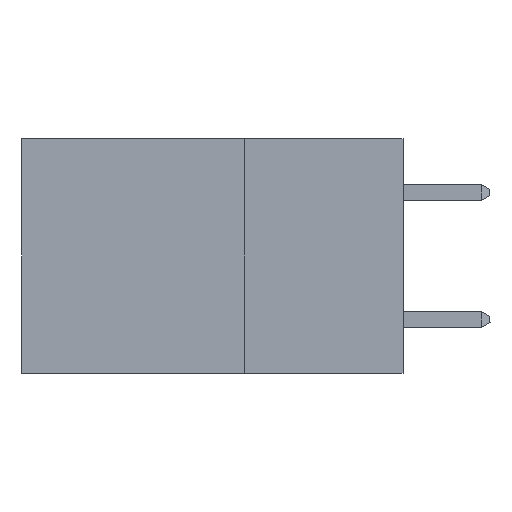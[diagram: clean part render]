
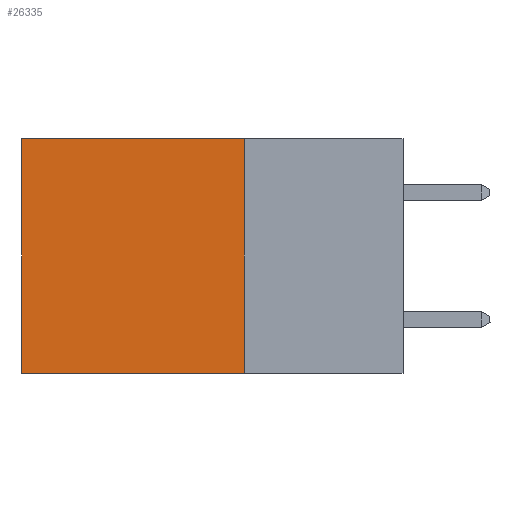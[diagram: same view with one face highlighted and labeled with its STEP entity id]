
A CAD part, left-side view. The second image highlights one B-rep face of the part: STEP entity #26335.
In plain terms, the highlighted planar face has unit normal (-1, 0, 0).
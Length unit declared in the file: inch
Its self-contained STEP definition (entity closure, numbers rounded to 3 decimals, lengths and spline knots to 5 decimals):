
#848 = CARTESIAN_POINT ( 'NONE',  ( 0.2875, 0.25, 0. ) ) ;
#3305 = DIRECTION ( 'NONE',  ( 0., 1., 0. ) ) ;
#4185 = PLANE ( 'NONE',  #12379 ) ;
#4310 = EDGE_CURVE ( 'NONE', #26298, #22534, #6063, .T. ) ;
#6063 = LINE ( 'NONE', #11848, #31798 ) ;
#6786 = EDGE_CURVE ( 'NONE', #9770, #26298, #9444, .T. ) ;
#8873 = ORIENTED_EDGE ( 'NONE', *, *, #31216, .T. ) ;
#8893 = VERTEX_POINT ( 'NONE', #29978 ) ;
#9047 = DIRECTION ( 'NONE',  ( 0., 1., 0. ) ) ;
#9444 = LINE ( 'NONE', #30682, #27356 ) ;
#9446 = CARTESIAN_POINT ( 'NONE',  ( 0.2875, 0.25, 0. ) ) ;
#9770 = VERTEX_POINT ( 'NONE', #848 ) ;
#11057 = DIRECTION ( 'NONE',  ( 0., 0., -1. ) ) ;
#11848 = CARTESIAN_POINT ( 'NONE',  ( 0.2875, 0.25, -0.37 ) ) ;
#12379 = AXIS2_PLACEMENT_3D ( 'NONE', #9446, #21649, #18910 ) ;
#15121 = ORIENTED_EDGE ( 'NONE', *, *, #32178, .T. ) ;
#15957 = CARTESIAN_POINT ( 'NONE',  ( 0.2875, 0.25, 0. ) ) ;
#17002 = LINE ( 'NONE', #21913, #22818 ) ;
#17304 = DIRECTION ( 'NONE',  ( 0., 0., -1. ) ) ;
#18910 = DIRECTION ( 'NONE',  ( 0., 0., -1. ) ) ;
#19145 = CARTESIAN_POINT ( 'NONE',  ( 0.2875, 0.25, -0.37 ) ) ;
#20142 = EDGE_LOOP ( 'NONE', ( #15121, #26076, #20951, #8873 ) ) ;
#20951 = ORIENTED_EDGE ( 'NONE', *, *, #6786, .F. ) ;
#21649 = DIRECTION ( 'NONE',  ( 1., 0., 0. ) ) ;
#21913 = CARTESIAN_POINT ( 'NONE',  ( 0.2875, 0.6, 0. ) ) ;
#22534 = VERTEX_POINT ( 'NONE', #29811 ) ;
#22818 = VECTOR ( 'NONE', #17304, 39.37008 ) ;
#23681 = VECTOR ( 'NONE', #3305, 39.37008 ) ;
#25016 = FACE_OUTER_BOUND ( 'NONE', #20142, .T. ) ;
#26076 = ORIENTED_EDGE ( 'NONE', *, *, #4310, .F. ) ;
#26298 = VERTEX_POINT ( 'NONE', #19145 ) ;
#26335 = ADVANCED_FACE ( 'NONE', ( #25016 ), #4185, .F. ) ;
#27356 = VECTOR ( 'NONE', #11057, 39.37008 ) ;
#27921 = LINE ( 'NONE', #15957, #23681 ) ;
#29811 = CARTESIAN_POINT ( 'NONE',  ( 0.2875, 0.6, -0.37 ) ) ;
#29978 = CARTESIAN_POINT ( 'NONE',  ( 0.2875, 0.6, 0. ) ) ;
#30682 = CARTESIAN_POINT ( 'NONE',  ( 0.2875, 0.25, 0. ) ) ;
#31216 = EDGE_CURVE ( 'NONE', #9770, #8893, #27921, .T. ) ;
#31798 = VECTOR ( 'NONE', #9047, 39.37008 ) ;
#32178 = EDGE_CURVE ( 'NONE', #8893, #22534, #17002, .T. ) ;
